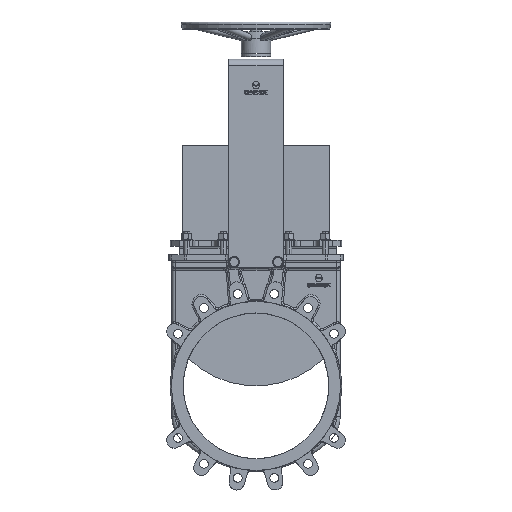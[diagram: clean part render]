
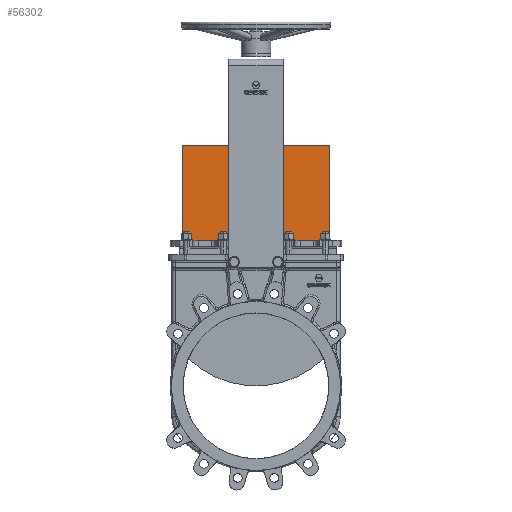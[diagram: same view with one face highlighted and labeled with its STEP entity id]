
A CAD part, top view. The second image highlights one B-rep face of the part: STEP entity #56302.
In plain terms, the highlighted planar face has unit normal (0, 0, 1).
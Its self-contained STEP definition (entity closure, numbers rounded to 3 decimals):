
#4479 = LINE ( 'NONE', #5424, #51912 ) ;
#4484 = LINE ( 'NONE', #5446, #51926 ) ;
#4485 = LINE ( 'NONE', #5448, #51928 ) ;
#4486 = LINE ( 'NONE', #5450, #51929 ) ;
#5424 = CARTESIAN_POINT ( 'NONE',  ( -201.35, 660., 6. ) ) ;
#5425 = DIRECTION ( 'NONE',  ( -1., 0., 0. ) ) ;
#5432 = CARTESIAN_POINT ( 'NONE',  ( -35., 642., 6. ) ) ;
#5433 = DIRECTION ( 'NONE',  ( 0., 0., 1. ) ) ;
#5434 = DIRECTION ( 'NONE',  ( 1., 0., 0. ) ) ;
#5435 = CARTESIAN_POINT ( 'NONE',  ( -35., 642., 6. ) ) ;
#5436 = DIRECTION ( 'NONE',  ( 0., 0., 1. ) ) ;
#5437 = DIRECTION ( 'NONE',  ( 1., 0., 0. ) ) ;
#5438 = CARTESIAN_POINT ( 'NONE',  ( 35., 642., 6. ) ) ;
#5439 = DIRECTION ( 'NONE',  ( 0., 0., 1. ) ) ;
#5440 = DIRECTION ( 'NONE',  ( 1., 0., 0. ) ) ;
#5443 = CARTESIAN_POINT ( 'NONE',  ( 35., 642., 6. ) ) ;
#5444 = DIRECTION ( 'NONE',  ( 0., 0., 1. ) ) ;
#5445 = DIRECTION ( 'NONE',  ( 1., 0., 0. ) ) ;
#5446 = CARTESIAN_POINT ( 'NONE',  ( 201.35, 660., 6. ) ) ;
#5447 = DIRECTION ( 'NONE',  ( 0., 1., 0. ) ) ;
#5448 = CARTESIAN_POINT ( 'NONE',  ( 0., 400., 6. ) ) ;
#5449 = DIRECTION ( 'NONE',  ( -1., 0., 0. ) ) ;
#5450 = CARTESIAN_POINT ( 'NONE',  ( -201.35, 660., 6. ) ) ;
#5451 = DIRECTION ( 'NONE',  ( 0., -1., 0. ) ) ;
#7376 = FACE_BOUND ( 'NONE', #23800, .T. ) ;
#7377 = FACE_BOUND ( 'NONE', #23801, .T. ) ;
#7378 = FACE_OUTER_BOUND ( 'NONE', #23802, .T. ) ;
#19393 = CARTESIAN_POINT ( 'NONE',  ( -201.35, 660., 6. ) ) ;
#19394 = CARTESIAN_POINT ( 'NONE',  ( 201.35, 660., 6. ) ) ;
#19398 = CARTESIAN_POINT ( 'NONE',  ( -26.75, 642., 6. ) ) ;
#19399 = CARTESIAN_POINT ( 'NONE',  ( -43.25, 642., 6. ) ) ;
#19400 = CARTESIAN_POINT ( 'NONE',  ( 43.25, 642., 6. ) ) ;
#19401 = CARTESIAN_POINT ( 'NONE',  ( 26.75, 642., 6. ) ) ;
#19402 = CARTESIAN_POINT ( 'NONE',  ( 201.35, 400., 6. ) ) ;
#19403 = CARTESIAN_POINT ( 'NONE',  ( -201.35, 400., 6. ) ) ;
#23800 = EDGE_LOOP ( 'NONE', ( #32627, #32628 ) ) ;
#23801 = EDGE_LOOP ( 'NONE', ( #32629, #32630 ) ) ;
#23802 = EDGE_LOOP ( 'NONE', ( #32631, #32633, #32632, #32634 ) ) ;
#32627 = ORIENTED_EDGE ( 'NONE', *, *, #68084, .F. ) ;
#32628 = ORIENTED_EDGE ( 'NONE', *, *, #68082, .F. ) ;
#32629 = ORIENTED_EDGE ( 'NONE', *, *, #68090, .F. ) ;
#32630 = ORIENTED_EDGE ( 'NONE', *, *, #68086, .F. ) ;
#32631 = ORIENTED_EDGE ( 'NONE', *, *, #68094, .F. ) ;
#32632 = ORIENTED_EDGE ( 'NONE', *, *, #68074, .T. ) ;
#32633 = ORIENTED_EDGE ( 'NONE', *, *, #68092, .T. ) ;
#32634 = ORIENTED_EDGE ( 'NONE', *, *, #68096, .T. ) ;
#51912 = VECTOR ( 'NONE', #5425, 1000. ) ;
#51914 = CIRCLE ( 'NONE', #51918, 8.25 ) ;
#51916 = CIRCLE ( 'NONE', #51921, 8.25 ) ;
#51918 = AXIS2_PLACEMENT_3D ( 'NONE', #5432, #5433, #5434 ) ;
#51919 = CIRCLE ( 'NONE', #51920, 8.25 ) ;
#51920 = AXIS2_PLACEMENT_3D ( 'NONE', #5435, #5436, #5437 ) ;
#51921 = AXIS2_PLACEMENT_3D ( 'NONE', #5438, #5439, #5440 ) ;
#51922 = CIRCLE ( 'NONE', #51925, 8.25 ) ;
#51925 = AXIS2_PLACEMENT_3D ( 'NONE', #5443, #5444, #5445 ) ;
#51926 = VECTOR ( 'NONE', #5447, 1000. ) ;
#51928 = VECTOR ( 'NONE', #5449, 1000. ) ;
#51929 = VECTOR ( 'NONE', #5451, 1000. ) ;
#52303 = AXIS2_PLACEMENT_3D ( 'NONE', #65754, #65755, #65756 ) ;
#54401 = VERTEX_POINT ( 'NONE', #19403 ) ;
#54402 = VERTEX_POINT ( 'NONE', #19402 ) ;
#54403 = VERTEX_POINT ( 'NONE', #19401 ) ;
#54404 = VERTEX_POINT ( 'NONE', #19400 ) ;
#54405 = VERTEX_POINT ( 'NONE', #19399 ) ;
#54406 = VERTEX_POINT ( 'NONE', #19398 ) ;
#54408 = VERTEX_POINT ( 'NONE', #19394 ) ;
#54409 = VERTEX_POINT ( 'NONE', #19393 ) ;
#56302 = ADVANCED_FACE ( 'NONE', ( #7376, #7377, #7378 ), #65753, .T. ) ;
#65753 = PLANE ( 'NONE',  #52303 ) ;
#65754 = CARTESIAN_POINT ( 'NONE',  ( 0., 267., 6. ) ) ;
#65755 = DIRECTION ( 'NONE',  ( 0., 0., 1. ) ) ;
#65756 = DIRECTION ( 'NONE',  ( 1., 0., 0. ) ) ;
#68074 = EDGE_CURVE ( 'NONE', #54408, #54409, #4479, .T. ) ;
#68082 = EDGE_CURVE ( 'NONE', #54405, #54406, #51914, .T. ) ;
#68084 = EDGE_CURVE ( 'NONE', #54406, #54405, #51919, .T. ) ;
#68086 = EDGE_CURVE ( 'NONE', #54403, #54404, #51916, .T. ) ;
#68090 = EDGE_CURVE ( 'NONE', #54404, #54403, #51922, .T. ) ;
#68092 = EDGE_CURVE ( 'NONE', #54402, #54408, #4484, .T. ) ;
#68094 = EDGE_CURVE ( 'NONE', #54402, #54401, #4485, .T. ) ;
#68096 = EDGE_CURVE ( 'NONE', #54409, #54401, #4486, .T. ) ;
